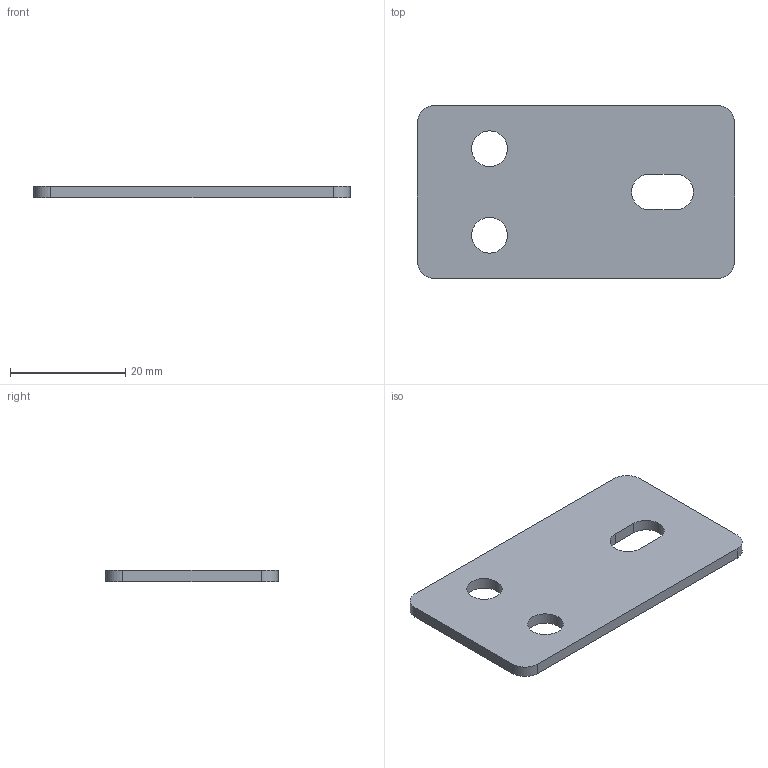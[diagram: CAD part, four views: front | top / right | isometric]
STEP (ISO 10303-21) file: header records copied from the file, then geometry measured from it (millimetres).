
FILE_DESCRIPTION(/* description */ ('SUPPORTO PIATTO 30x55 #2 LAMIERA INOX'),/* implementation_level */ '2;1');
FILE_NAME(/* name */ 'DSPXX0000101-XT90017.stp',/* time_stamp */ '2019-12-16T18:21:17+01:00',/* author */ ('fzagni'),/* organization */ (''),/* preprocessor_version */ 'ST-DEVELOPER v17.2',/* originating_system */ 'Autodesk Inventor 2019',/* authorisation */ '');
FILE_SCHEMA (('AUTOMOTIVE_DESIGN { 1 0 10303 214 3 1 1 }'));
Length unit declared in the file: millimetre
Products named in the file (1): XT90017
Bounding box: 55 x 30 x 2 mm (x, y, z)
Volume: 3047.6 mm3; surface area: 3512.2 mm2
Topology: 1 solids, 1 shells, 16 faces, 44 edges, 30 vertices
Faces by surface type: cylinder 8, plane 8
Full cylindrical faces by diameter (mm): 6.2 x2
Entity records: 575 total; most frequent: DIRECTION 96, CARTESIAN_POINT 91, ORIENTED_EDGE 88, EDGE_CURVE 44, AXIS2_PLACEMENT_3D 35, VERTEX_POINT 30, LINE 26, VECTOR 26
